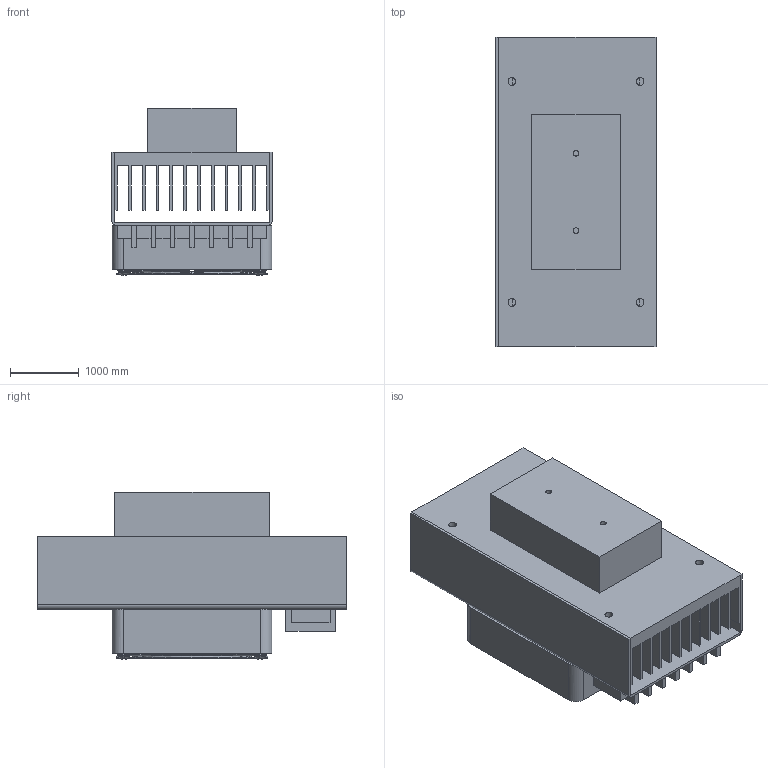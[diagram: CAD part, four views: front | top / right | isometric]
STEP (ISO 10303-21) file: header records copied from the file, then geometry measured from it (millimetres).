
FILE_DESCRIPTION (( 'STEP AP203' ), '1' );
FILE_NAME ('ahp-150cp.STEP', '2019-02-25T15:42:51', ( '' ), ( '' ), 'SwSTEP 2.0', 'SolidWorks 2019', '' );
FILE_SCHEMA (( 'CONFIG_CONTROL_DESIGN' ));
Length unit declared in the file: inch
Products named in the file (1): ahp-150cp
Bounding box: 2338.7 x 4516.12 x 2450.72 mm (x, y, z)
Surface area: 152658911.8 mm2 (no closed solid volume)
Topology: 0 solids, 33 shells, 355 faces, 1121 edges, 788 vertices
Faces by surface type: plane 197, cylinder 86, bspline 72
Entity records: 16160 total; most frequent: CARTESIAN_POINT 6401, ORIENTED_EDGE 2038, DIRECTION 1913, EDGE_CURVE 1105, VERTEX_POINT 786, AXIS2_PLACEMENT_3D 684, LINE 545, VECTOR 545
